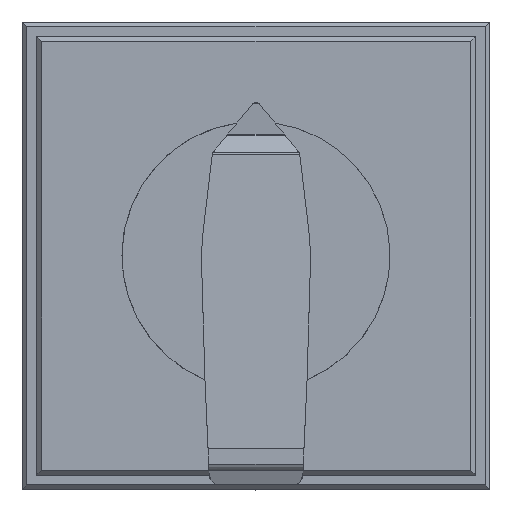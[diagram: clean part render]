
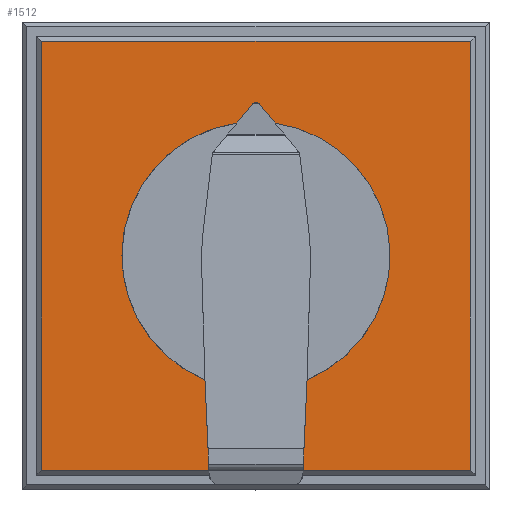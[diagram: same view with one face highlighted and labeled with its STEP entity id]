
A CAD part, top view. The second image highlights one B-rep face of the part: STEP entity #1512.
In plain terms, the highlighted planar face has unit normal (0, 0, 1).
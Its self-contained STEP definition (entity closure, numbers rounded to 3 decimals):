
#216=FACE_OUTER_BOUND($,#332,.T.);
#332=EDGE_LOOP($,(#960,#961,#962,#963));
#462=VERTEX_POINT($,#4711);
#463=VERTEX_POINT($,#4713);
#465=VERTEX_POINT($,#4719);
#466=VERTEX_POINT($,#4721);
#654=EDGE_CURVE($,#462,#463,#2186,.T.);
#657=EDGE_CURVE($,#465,#462,#2189,.T.);
#658=EDGE_CURVE($,#466,#465,#2190,.T.);
#659=EDGE_CURVE($,#463,#466,#2191,.T.);
#960=ORIENTED_EDGE($,*,*,#654,.F.);
#961=ORIENTED_EDGE($,*,*,#657,.F.);
#962=ORIENTED_EDGE($,*,*,#658,.F.);
#963=ORIENTED_EDGE($,*,*,#659,.F.);
#1447=PLANE($,#2759);
#1512=ADVANCED_FACE($,(#216),#1447,.T.);
#2186=LINE($,#4714,#2610);
#2189=LINE($,#4720,#2613);
#2190=LINE($,#4722,#2614);
#2191=LINE($,#4723,#2615);
#2610=VECTOR($,#3306,44.);
#2613=VECTOR($,#3311,44.);
#2614=VECTOR($,#3312,44.);
#2615=VECTOR($,#3313,44.);
#2759=AXIS2_PLACEMENT_3D($,#4718,#3309,#3310);
#3306=DIRECTION($,(0.,1.,0.));
#3309=DIRECTION('center_axis',(0.,0.,1.));
#3310=DIRECTION('ref_axis',(1.,0.,0.));
#3311=DIRECTION($,(-1.,0.,0.));
#3312=DIRECTION($,(0.,-1.,0.));
#3313=DIRECTION($,(1.,0.,0.));
#4711=CARTESIAN_POINT('',(0.5,-22.,80.7));
#4713=CARTESIAN_POINT('',(0.5,22.,80.7));
#4714=CARTESIAN_POINT($,(0.5,0.,80.7));
#4718=CARTESIAN_POINT('Origin',(22.5,0.,80.7));
#4719=CARTESIAN_POINT('',(44.5,-22.,80.7));
#4720=CARTESIAN_POINT($,(22.5,-22.,80.7));
#4721=CARTESIAN_POINT('',(44.5,22.,80.7));
#4722=CARTESIAN_POINT($,(44.5,0.,80.7));
#4723=CARTESIAN_POINT($,(22.5,22.,80.7));
